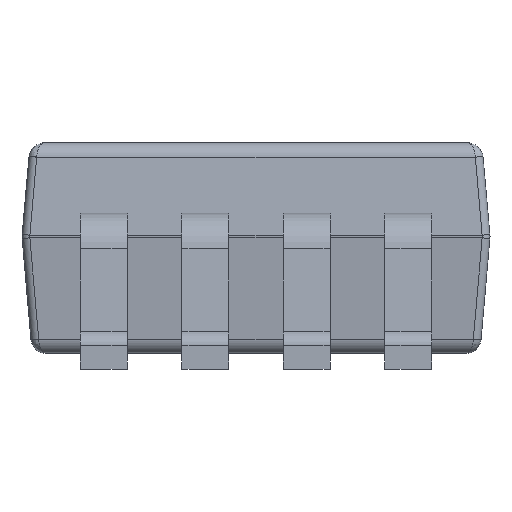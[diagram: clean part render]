
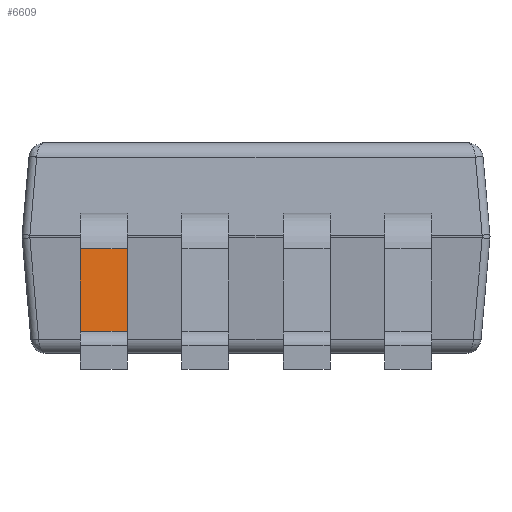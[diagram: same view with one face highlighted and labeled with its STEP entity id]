
A CAD part, left-side view. The second image highlights one B-rep face of the part: STEP entity #6609.
In plain terms, the highlighted planar face has unit normal (-0.996, 0, 0.087).
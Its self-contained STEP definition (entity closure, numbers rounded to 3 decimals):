
#5315 = PLANE('',#5316);
#5316 = AXIS2_PLACEMENT_3D('',#5317,#5318,#5319);
#5317 = CARTESIAN_POINT('',(-1.35,0.825,
    0.));
#5318 = DIRECTION('',(0.,1.,0.));
#5319 = DIRECTION('',(0.,0.,-1.));
#5343 = CYLINDRICAL_SURFACE('',#5344,0.1);
#5344 = AXIS2_PLACEMENT_3D('',#5345,#5346,#5347);
#5345 = CARTESIAN_POINT('',(-1.301,0.825,0.25));
#5346 = DIRECTION('',(0.,-1.,0.));
#5347 = DIRECTION('',(0.,0.,-1.));
#5393 = PLANE('',#5394);
#5394 = AXIS2_PLACEMENT_3D('',#5395,#5396,#5397);
#5395 = CARTESIAN_POINT('',(-1.35,1.125,
    0.));
#5396 = DIRECTION('',(0.,1.,0.));
#5397 = DIRECTION('',(0.,0.,-1.));
#5704 = VERTEX_POINT('',#5705);
#5705 = CARTESIAN_POINT('',(-1.155,0.825,
    0.772));
#5720 = CYLINDRICAL_SURFACE('',#5721,0.25);
#5721 = AXIS2_PLACEMENT_3D('',#5722,#5723,#5724);
#5722 = CARTESIAN_POINT('',(-0.906,0.825,0.75
    ));
#5723 = DIRECTION('',(0.,1.,0.));
#5724 = DIRECTION('',(-0.996,0.,
    0.087));
#5754 = EDGE_CURVE('',#5755,#5704,#5757,.T.);
#5755 = VERTEX_POINT('',#5756);
#5756 = CARTESIAN_POINT('',(-1.201,0.825,
    0.241));
#5757 = SURFACE_CURVE('',#5758,(#5762,#5769),.PCURVE_S1.);
#5758 = LINE('',#5759,#5760);
#5759 = CARTESIAN_POINT('',(-1.201,0.825,
    0.241));
#5760 = VECTOR('',#5761,1.);
#5761 = DIRECTION('',(0.087,0.,
    0.996));
#5762 = PCURVE('',#5315,#5763);
#5763 = DEFINITIONAL_REPRESENTATION('',(#5764),#5768);
#5764 = LINE('',#5765,#5766);
#5765 = CARTESIAN_POINT('',(-0.241,-0.149));
#5766 = VECTOR('',#5767,1.);
#5767 = DIRECTION('',(-0.996,-0.087));
#5768 = ( GEOMETRIC_REPRESENTATION_CONTEXT(2) 
PARAMETRIC_REPRESENTATION_CONTEXT() REPRESENTATION_CONTEXT('2D SPACE',''
  ) );
#5769 = PCURVE('',#5770,#5775);
#5770 = PLANE('',#5771);
#5771 = AXIS2_PLACEMENT_3D('',#5772,#5773,#5774);
#5772 = CARTESIAN_POINT('',(-1.201,0.825,
    0.241));
#5773 = DIRECTION('',(-0.996,0.,
    0.087));
#5774 = DIRECTION('',(0.087,0.,
    0.996));
#5775 = DEFINITIONAL_REPRESENTATION('',(#5776),#5780);
#5776 = LINE('',#5777,#5778);
#5777 = CARTESIAN_POINT('',(0.,0.));
#5778 = VECTOR('',#5779,1.);
#5779 = DIRECTION('',(1.,0.));
#5780 = ( GEOMETRIC_REPRESENTATION_CONTEXT(2) 
PARAMETRIC_REPRESENTATION_CONTEXT() REPRESENTATION_CONTEXT('2D SPACE',''
  ) );
#5836 = VERTEX_POINT('',#5837);
#5837 = CARTESIAN_POINT('',(-1.201,1.125,
    0.241));
#5885 = EDGE_CURVE('',#5755,#5836,#5886,.T.);
#5886 = SURFACE_CURVE('',#5887,(#5891,#5920),.PCURVE_S1.);
#5887 = LINE('',#5888,#5889);
#5888 = CARTESIAN_POINT('',(-1.201,0.825,
    0.241));
#5889 = VECTOR('',#5890,1.);
#5890 = DIRECTION('',(0.,1.,0.));
#5891 = PCURVE('',#5343,#5892);
#5892 = DEFINITIONAL_REPRESENTATION('',(#5893),#5919);
#5893 = B_SPLINE_CURVE_WITH_KNOTS('',3,(#5894,#5895,#5896,#5897,#5898,
    #5899,#5900,#5901,#5902,#5903,#5904,#5905,#5906,#5907,#5908,#5909,
    #5910,#5911,#5912,#5913,#5914,#5915,#5916,#5917,#5918),
  .UNSPECIFIED.,.F.,.F.,(4,1,1,1,1,1,1,1,1,1,1,1,1,1,1,1,1,1,1,1,1,1,4),
  (0.,0.014,0.027,0.041,
    0.055,0.068,0.082,
    0.095,0.109,0.123,0.136,
    0.15,0.164,0.177,0.191,0.205,
    0.218,0.232,0.245,0.259,
    0.273,0.286,0.3),.UNSPECIFIED.);
#5894 = CARTESIAN_POINT('',(1.484,0.));
#5895 = CARTESIAN_POINT('',(1.484,-0.005));
#5896 = CARTESIAN_POINT('',(1.484,-0.014));
#5897 = CARTESIAN_POINT('',(1.484,-0.027));
#5898 = CARTESIAN_POINT('',(1.484,-0.041));
#5899 = CARTESIAN_POINT('',(1.484,-0.055));
#5900 = CARTESIAN_POINT('',(1.484,-0.068));
#5901 = CARTESIAN_POINT('',(1.484,-0.082));
#5902 = CARTESIAN_POINT('',(1.484,-0.095));
#5903 = CARTESIAN_POINT('',(1.484,-0.109));
#5904 = CARTESIAN_POINT('',(1.484,-0.123));
#5905 = CARTESIAN_POINT('',(1.484,-0.136));
#5906 = CARTESIAN_POINT('',(1.484,-0.15));
#5907 = CARTESIAN_POINT('',(1.484,-0.164));
#5908 = CARTESIAN_POINT('',(1.484,-0.177));
#5909 = CARTESIAN_POINT('',(1.484,-0.191));
#5910 = CARTESIAN_POINT('',(1.484,-0.205));
#5911 = CARTESIAN_POINT('',(1.484,-0.218));
#5912 = CARTESIAN_POINT('',(1.484,-0.232));
#5913 = CARTESIAN_POINT('',(1.484,-0.245));
#5914 = CARTESIAN_POINT('',(1.484,-0.259));
#5915 = CARTESIAN_POINT('',(1.484,-0.273));
#5916 = CARTESIAN_POINT('',(1.484,-0.286));
#5917 = CARTESIAN_POINT('',(1.484,-0.295));
#5918 = CARTESIAN_POINT('',(1.484,-0.3));
#5919 = ( GEOMETRIC_REPRESENTATION_CONTEXT(2) 
PARAMETRIC_REPRESENTATION_CONTEXT() REPRESENTATION_CONTEXT('2D SPACE',''
  ) );
#5920 = PCURVE('',#5770,#5921);
#5921 = DEFINITIONAL_REPRESENTATION('',(#5922),#5926);
#5922 = LINE('',#5923,#5924);
#5923 = CARTESIAN_POINT('',(0.,0.));
#5924 = VECTOR('',#5925,1.);
#5925 = DIRECTION('',(0.,1.));
#5926 = ( GEOMETRIC_REPRESENTATION_CONTEXT(2) 
PARAMETRIC_REPRESENTATION_CONTEXT() REPRESENTATION_CONTEXT('2D SPACE',''
  ) );
#5934 = EDGE_CURVE('',#5836,#5935,#5937,.T.);
#5935 = VERTEX_POINT('',#5936);
#5936 = CARTESIAN_POINT('',(-1.155,1.125,
    0.772));
#5937 = SURFACE_CURVE('',#5938,(#5942,#5949),.PCURVE_S1.);
#5938 = LINE('',#5939,#5940);
#5939 = CARTESIAN_POINT('',(-1.201,1.125,
    0.241));
#5940 = VECTOR('',#5941,1.);
#5941 = DIRECTION('',(0.087,0.,
    0.996));
#5942 = PCURVE('',#5393,#5943);
#5943 = DEFINITIONAL_REPRESENTATION('',(#5944),#5948);
#5944 = LINE('',#5945,#5946);
#5945 = CARTESIAN_POINT('',(-0.241,-0.149));
#5946 = VECTOR('',#5947,1.);
#5947 = DIRECTION('',(-0.996,-0.087));
#5948 = ( GEOMETRIC_REPRESENTATION_CONTEXT(2) 
PARAMETRIC_REPRESENTATION_CONTEXT() REPRESENTATION_CONTEXT('2D SPACE',''
  ) );
#5949 = PCURVE('',#5770,#5950);
#5950 = DEFINITIONAL_REPRESENTATION('',(#5951),#5955);
#5951 = LINE('',#5952,#5953);
#5952 = CARTESIAN_POINT('',(0.,0.3));
#5953 = VECTOR('',#5954,1.);
#5954 = DIRECTION('',(1.,0.));
#5955 = ( GEOMETRIC_REPRESENTATION_CONTEXT(2) 
PARAMETRIC_REPRESENTATION_CONTEXT() REPRESENTATION_CONTEXT('2D SPACE',''
  ) );
#6567 = EDGE_CURVE('',#5704,#5935,#6568,.T.);
#6568 = SURFACE_CURVE('',#6569,(#6573,#6602),.PCURVE_S1.);
#6569 = LINE('',#6570,#6571);
#6570 = CARTESIAN_POINT('',(-1.155,0.825,
    0.772));
#6571 = VECTOR('',#6572,1.);
#6572 = DIRECTION('',(0.,1.,0.));
#6573 = PCURVE('',#5720,#6574);
#6574 = DEFINITIONAL_REPRESENTATION('',(#6575),#6601);
#6575 = B_SPLINE_CURVE_WITH_KNOTS('',3,(#6576,#6577,#6578,#6579,#6580,
    #6581,#6582,#6583,#6584,#6585,#6586,#6587,#6588,#6589,#6590,#6591,
    #6592,#6593,#6594,#6595,#6596,#6597,#6598,#6599,#6600),
  .UNSPECIFIED.,.F.,.F.,(4,1,1,1,1,1,1,1,1,1,1,1,1,1,1,1,1,1,1,1,1,1,4),
  (0.,0.014,0.027,0.041,
    0.055,0.068,0.082,
    0.095,0.109,0.123,0.136,
    0.15,0.164,0.177,0.191,0.205,
    0.218,0.232,0.245,0.259,
    0.273,0.286,0.3),.UNSPECIFIED.);
#6576 = CARTESIAN_POINT('',(0.,0.));
#6577 = CARTESIAN_POINT('',(0.,0.005));
#6578 = CARTESIAN_POINT('',(0.,0.014));
#6579 = CARTESIAN_POINT('',(0.,0.027));
#6580 = CARTESIAN_POINT('',(0.,0.041));
#6581 = CARTESIAN_POINT('',(0.,0.055));
#6582 = CARTESIAN_POINT('',(0.,0.068));
#6583 = CARTESIAN_POINT('',(0.,0.082));
#6584 = CARTESIAN_POINT('',(0.,0.095));
#6585 = CARTESIAN_POINT('',(0.,0.109));
#6586 = CARTESIAN_POINT('',(0.,0.123));
#6587 = CARTESIAN_POINT('',(0.,0.136));
#6588 = CARTESIAN_POINT('',(0.,0.15));
#6589 = CARTESIAN_POINT('',(0.,0.164));
#6590 = CARTESIAN_POINT('',(0.,0.177));
#6591 = CARTESIAN_POINT('',(0.,0.191));
#6592 = CARTESIAN_POINT('',(0.,0.205));
#6593 = CARTESIAN_POINT('',(0.,0.218));
#6594 = CARTESIAN_POINT('',(0.,0.232));
#6595 = CARTESIAN_POINT('',(0.,0.245));
#6596 = CARTESIAN_POINT('',(0.,0.259));
#6597 = CARTESIAN_POINT('',(0.,0.273));
#6598 = CARTESIAN_POINT('',(0.,0.286));
#6599 = CARTESIAN_POINT('',(0.,0.295));
#6600 = CARTESIAN_POINT('',(0.,0.3));
#6601 = ( GEOMETRIC_REPRESENTATION_CONTEXT(2) 
PARAMETRIC_REPRESENTATION_CONTEXT() REPRESENTATION_CONTEXT('2D SPACE',''
  ) );
#6602 = PCURVE('',#5770,#6603);
#6603 = DEFINITIONAL_REPRESENTATION('',(#6604),#6608);
#6604 = LINE('',#6605,#6606);
#6605 = CARTESIAN_POINT('',(0.533,0.));
#6606 = VECTOR('',#6607,1.);
#6607 = DIRECTION('',(0.,1.));
#6608 = ( GEOMETRIC_REPRESENTATION_CONTEXT(2) 
PARAMETRIC_REPRESENTATION_CONTEXT() REPRESENTATION_CONTEXT('2D SPACE',''
  ) );
#6609 = ADVANCED_FACE('',(#6610),#5770,.T.);
#6610 = FACE_BOUND('',#6611,.T.);
#6611 = EDGE_LOOP('',(#6612,#6613,#6614,#6615));
#6612 = ORIENTED_EDGE('',*,*,#5754,.T.);
#6613 = ORIENTED_EDGE('',*,*,#6567,.T.);
#6614 = ORIENTED_EDGE('',*,*,#5934,.F.);
#6615 = ORIENTED_EDGE('',*,*,#5885,.F.);
